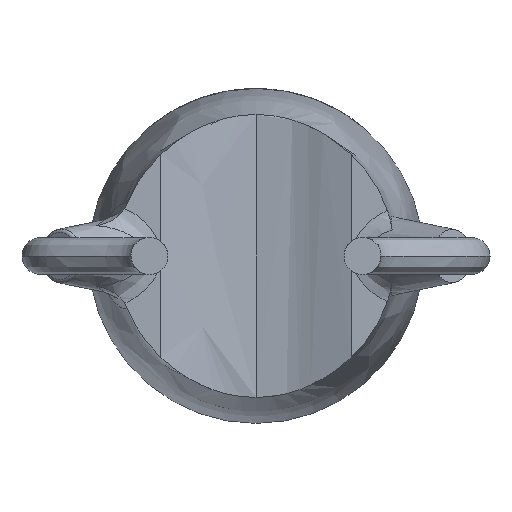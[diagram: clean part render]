
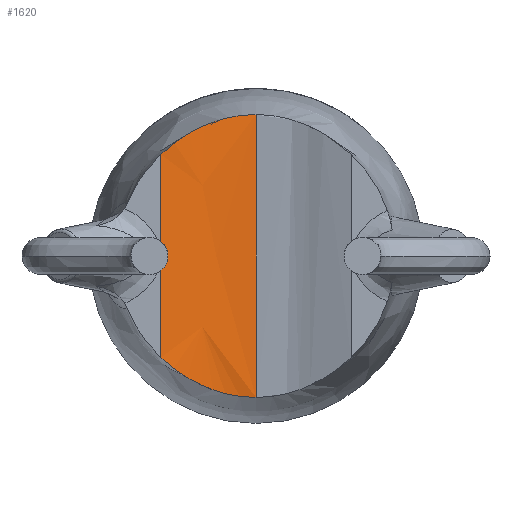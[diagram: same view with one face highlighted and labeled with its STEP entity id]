
A CAD part, front view. The second image highlights one B-rep face of the part: STEP entity #1620.
In plain terms, the highlighted free-form (B-spline) face has degree [3, 1] with [4, 2] control points.
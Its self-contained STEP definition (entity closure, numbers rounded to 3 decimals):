
#14 = CARTESIAN_POINT ( 'NONE',  ( -0.138, 0.382, -2.113 ) ) ;
#33 = VERTEX_POINT ( 'NONE', #1164 ) ;
#157 = VERTEX_POINT ( 'NONE', #5046 ) ;
#242 = CARTESIAN_POINT ( 'NONE',  ( -0.54, 0.326, 2.039 ) ) ;
#385 = DIRECTION ( 'NONE',  ( 0., 0., 1. ) ) ;
#441 = VECTOR ( 'NONE', #385, 1000. ) ;
#501 = CARTESIAN_POINT ( 'NONE',  ( -1.218, 0.051, -1.691 ) ) ;
#697 = CARTESIAN_POINT ( 'NONE',  ( -1.004, 0.137, 1.833 ) ) ;
#891 = CARTESIAN_POINT ( 'NONE',  ( -1.42, 0., 1.516 ) ) ;
#915 = ORIENTED_EDGE ( 'NONE', *, *, #3037, .F. ) ;
#1068 = CARTESIAN_POINT ( 'NONE',  ( -0.892, 0.107, 2.138 ) ) ;
#1090 = CARTESIAN_POINT ( 'NONE',  ( -1.219, 0.05, 1.691 ) ) ;
#1164 = CARTESIAN_POINT ( 'NONE',  ( 0., 0.382, -2.113 ) ) ;
#1170 = DIRECTION ( 'NONE',  ( 0., 0., 1. ) ) ;
#1199 = LINE ( 'NONE', #4440, #5801 ) ;
#1249 = EDGE_CURVE ( 'NONE', #3098, #4802, #4610, .T. ) ;
#1454 = CARTESIAN_POINT ( 'NONE',  ( -1.42, 0., -1.516 ) ) ;
#1529 = CARTESIAN_POINT ( 'NONE',  ( 0., 0.382, 2.138 ) ) ;
#1613 = CARTESIAN_POINT ( 'NONE',  ( 0., 0.382, 2.113 ) ) ;
#1620 = ADVANCED_FACE ( 'NONE', ( #4804 ), #4398, .F. ) ;
#1927 = CARTESIAN_POINT ( 'NONE',  ( -1.42, 0., -1.516 ) ) ;
#2109 = CARTESIAN_POINT ( 'NONE',  ( -0.275, 0.373, 2.098 ) ) ;
#2190 = ORIENTED_EDGE ( 'NONE', *, *, #1249, .F. ) ;
#2245 = CARTESIAN_POINT ( 'NONE',  ( -1.42, 0., -2.5 ) ) ;
#2264 = EDGE_LOOP ( 'NONE', ( #5662, #915, #4670, #5721, #2190 ) ) ;
#2271 = CARTESIAN_POINT ( 'NONE',  ( -1.322, 0.02, -1.61 ) ) ;
#2384 = DIRECTION ( 'NONE',  ( 0., 0., 1. ) ) ;
#2502 = CARTESIAN_POINT ( 'NONE',  ( -0.138, 0.382, 2.113 ) ) ;
#2564 = CARTESIAN_POINT ( 'NONE',  ( -1.322, 0.02, 1.61 ) ) ;
#2766 = CARTESIAN_POINT ( 'NONE',  ( -0.534, 0.328, -2.04 ) ) ;
#2791 = LINE ( 'NONE', #2245, #441 ) ;
#2824 = CARTESIAN_POINT ( 'NONE',  ( -0.892, 0.193, -1.894 ) ) ;
#2849 = LINE ( 'NONE', #3877, #3745 ) ;
#3037 = EDGE_CURVE ( 'NONE', #5245, #157, #2791, .T. ) ;
#3097 = B_SPLINE_CURVE_WITH_KNOTS ( 'NONE', 3,
 ( #4201, #14, #4696, #2766, #3723, #2824, #3668, #501, #2271, #1927 ),
 .UNSPECIFIED., .F., .F.,
 ( 4, 2, 2, 2, 4 ),
 ( 0., 0., 0.001, 0.001, 0.002 ),
 .UNSPECIFIED. ) ;
#3098 = VERTEX_POINT ( 'NONE', #891 ) ;
#3215 = EDGE_CURVE ( 'NONE', #33, #4802, #2849, .T. ) ;
#3286 = EDGE_CURVE ( 'NONE', #157, #3098, #1199, .T. ) ;
#3379 = CARTESIAN_POINT ( 'NONE',  ( -0.892, 0.107, -2.138 ) ) ;
#3498 = CARTESIAN_POINT ( 'NONE',  ( -0.894, 0.192, 1.894 ) ) ;
#3668 = CARTESIAN_POINT ( 'NONE',  ( -1.002, 0.138, -1.834 ) ) ;
#3723 = CARTESIAN_POINT ( 'NONE',  ( -0.66, 0.289, -1.997 ) ) ;
#3745 = VECTOR ( 'NONE', #2384, 1000. ) ;
#3769 = EDGE_CURVE ( 'NONE', #33, #5245, #3097, .T. ) ;
#3877 = CARTESIAN_POINT ( 'NONE',  ( 0., 0.382, -2.5 ) ) ;
#3878 = CARTESIAN_POINT ( 'NONE',  ( -0.771, 0.38, 2.138 ) ) ;
#4201 = CARTESIAN_POINT ( 'NONE',  ( 0., 0.382, -2.113 ) ) ;
#4349 = CARTESIAN_POINT ( 'NONE',  ( -1.42, 0., -2.138 ) ) ;
#4398 = B_SPLINE_SURFACE_WITH_KNOTS ( 'NONE', 3, 1, ( 
 ( #5809, #1529 ),
 ( #4904, #3878 ),
 ( #3379, #1068 ),
 ( #4349, #5351 ) ),
 .UNSPECIFIED., .F., .F., .F.,
 ( 4, 4 ),
 ( 2, 2 ),
 ( 0., 1. ),
 ( 0., 1. ),
 .UNSPECIFIED. ) ;
#4434 = CARTESIAN_POINT ( 'NONE',  ( -1.42, 0., 1.516 ) ) ;
#4440 = CARTESIAN_POINT ( 'NONE',  ( -1.42, 0., -2.5 ) ) ;
#4610 = B_SPLINE_CURVE_WITH_KNOTS ( 'NONE', 3,
 ( #4434, #2564, #1090, #697, #3498, #5767, #242, #2109, #2502, #1613 ),
 .UNSPECIFIED., .F., .F.,
 ( 4, 2, 2, 2, 4 ),
 ( 0., 0., 0.001, 0.001, 0.002 ),
 .UNSPECIFIED. ) ;
#4670 = ORIENTED_EDGE ( 'NONE', *, *, #3769, .F. ) ;
#4696 = CARTESIAN_POINT ( 'NONE',  ( -0.272, 0.373, -2.098 ) ) ;
#4802 = VERTEX_POINT ( 'NONE', #4931 ) ;
#4804 = FACE_OUTER_BOUND ( 'NONE', #2264, .T. ) ;
#4904 = CARTESIAN_POINT ( 'NONE',  ( -0.771, 0.38, -2.138 ) ) ;
#4931 = CARTESIAN_POINT ( 'NONE',  ( 0., 0.382, 2.113 ) ) ;
#5046 = CARTESIAN_POINT ( 'NONE',  ( -1.42, 0., 0. ) ) ;
#5245 = VERTEX_POINT ( 'NONE', #1454 ) ;
#5351 = CARTESIAN_POINT ( 'NONE',  ( -1.42, 0., 2.138 ) ) ;
#5662 = ORIENTED_EDGE ( 'NONE', *, *, #3286, .F. ) ;
#5721 = ORIENTED_EDGE ( 'NONE', *, *, #3215, .T. ) ;
#5767 = CARTESIAN_POINT ( 'NONE',  ( -0.663, 0.288, 1.996 ) ) ;
#5801 = VECTOR ( 'NONE', #1170, 1000. ) ;
#5809 = CARTESIAN_POINT ( 'NONE',  ( 0., 0.382, -2.138 ) ) ;
